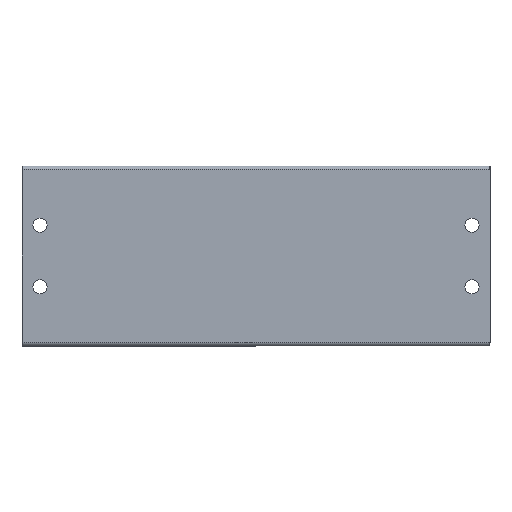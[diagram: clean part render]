
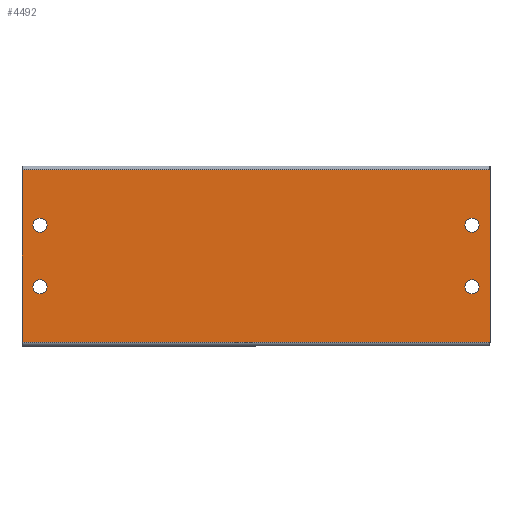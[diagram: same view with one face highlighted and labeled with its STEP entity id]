
A CAD part, front view. The second image highlights one B-rep face of the part: STEP entity #4492.
In plain terms, the highlighted face is planar.
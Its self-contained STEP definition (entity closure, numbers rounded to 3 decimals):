
#141=CARTESIAN_POINT('',(136.25,-17.,-10.0));
#142=VERTEX_POINT('',#141);
#151=CARTESIAN_POINT('',(141.75,-17.,-10.0));
#152=VERTEX_POINT('',#151);
#153=CARTESIAN_POINT('',(139.0,-17.,-10.0));
#154=DIRECTION('',(0.0,0.0,1.0));
#155=DIRECTION('',(-1.0,0.0,0.0));
#156=AXIS2_PLACEMENT_3D('',#153,#154,#155);
#157=CIRCLE('',#156,2.75);
#158=EDGE_CURVE('',#152,#142,#157,.T.);
#183=CARTESIAN_POINT('',(-31.75,-17.0,-10.0));
#184=VERTEX_POINT('',#183);
#193=CARTESIAN_POINT('',(-26.25,-17.0,-10.0));
#194=VERTEX_POINT('',#193);
#195=CARTESIAN_POINT('',(-29.,-17.0,-10.0));
#196=DIRECTION('',(0.0,0.0,1.0));
#197=DIRECTION('',(-1.0,0.0,0.0));
#198=AXIS2_PLACEMENT_3D('',#195,#196,#197);
#199=CIRCLE('',#198,2.75);
#200=EDGE_CURVE('',#194,#184,#199,.T.);
#225=CARTESIAN_POINT('',(-31.75,7.,-10.0));
#226=VERTEX_POINT('',#225);
#235=CARTESIAN_POINT('',(-26.25,7.,-10.0));
#236=VERTEX_POINT('',#235);
#237=CARTESIAN_POINT('',(-29.,7.,-10.0));
#238=DIRECTION('',(0.0,0.0,1.0));
#239=DIRECTION('',(-1.0,0.0,0.0));
#240=AXIS2_PLACEMENT_3D('',#237,#238,#239);
#241=CIRCLE('',#240,2.75);
#242=EDGE_CURVE('',#236,#226,#241,.T.);
#267=CARTESIAN_POINT('',(136.25,7.,-10.0));
#268=VERTEX_POINT('',#267);
#277=CARTESIAN_POINT('',(141.75,7.,-10.0));
#278=VERTEX_POINT('',#277);
#279=CARTESIAN_POINT('',(139.0,7.,-10.0));
#280=DIRECTION('',(0.0,0.0,1.0));
#281=DIRECTION('',(-1.0,0.0,0.0));
#282=AXIS2_PLACEMENT_3D('',#279,#280,#281);
#283=CIRCLE('',#282,2.75);
#284=EDGE_CURVE('',#278,#268,#283,.T.);
#4245=CARTESIAN_POINT('',(-36.0,-38.5,-10.0));
#4246=VERTEX_POINT('',#4245);
#4254=CARTESIAN_POINT('',(146.0,-38.5,-10.0));
#4255=VERTEX_POINT('',#4254);
#4256=CARTESIAN_POINT('',(-36.0,-38.5,-10.0));
#4257=DIRECTION('',(1.0,0.0,0.0));
#4258=VECTOR('',#4257,182.0);
#4259=LINE('',#4256,#4258);
#4260=EDGE_CURVE('',#4246,#4255,#4259,.T.);
#4371=CARTESIAN_POINT('',(146.0,28.5,-10.0));
#4372=VERTEX_POINT('',#4371);
#4380=CARTESIAN_POINT('',(-36.0,28.5,-10.0));
#4381=VERTEX_POINT('',#4380);
#4382=CARTESIAN_POINT('',(146.0,28.5,-10.0));
#4383=DIRECTION('',(-1.0,0.0,0.0));
#4384=VECTOR('',#4383,182.0);
#4385=LINE('',#4382,#4384);
#4386=EDGE_CURVE('',#4372,#4381,#4385,.T.);
#4431=CARTESIAN_POINT('',(55.,-5.,-10.0));
#4432=DIRECTION('',(0.0,0.0,1.0));
#4433=DIRECTION('',(1.0,0.0,0.0));
#4434=AXIS2_PLACEMENT_3D('',#4431,#4432,#4433);
#4435=PLANE('',#4434);
#4436=ORIENTED_EDGE('',*,*,#4386,.F.);
#4437=CARTESIAN_POINT('',(146.0,-38.5,-10.0));
#4438=DIRECTION('',(0.0,1.0,0.0));
#4439=VECTOR('',#4438,67.0);
#4440=LINE('',#4437,#4439);
#4441=EDGE_CURVE('',#4255,#4372,#4440,.T.);
#4442=ORIENTED_EDGE('',*,*,#4441,.F.);
#4443=ORIENTED_EDGE('',*,*,#4260,.F.);
#4444=CARTESIAN_POINT('',(-36.0,28.5,-10.0));
#4445=DIRECTION('',(0.0,-1.0,0.0));
#4446=VECTOR('',#4445,67.0);
#4447=LINE('',#4444,#4446);
#4448=EDGE_CURVE('',#4381,#4246,#4447,.T.);
#4449=ORIENTED_EDGE('',*,*,#4448,.F.);
#4450=EDGE_LOOP('',(#4436,#4442,#4443,#4449));
#4451=FACE_OUTER_BOUND('',#4450,.T.);
#4452=ORIENTED_EDGE('',*,*,#158,.T.);
#4453=CARTESIAN_POINT('',(139.0,-17.,-10.0));
#4454=DIRECTION('',(0.0,0.0,1.0));
#4455=DIRECTION('',(-1.0,0.0,0.0));
#4456=AXIS2_PLACEMENT_3D('',#4453,#4454,#4455);
#4457=CIRCLE('',#4456,2.75);
#4458=EDGE_CURVE('',#142,#152,#4457,.T.);
#4459=ORIENTED_EDGE('',*,*,#4458,.T.);
#4460=EDGE_LOOP('',(#4452,#4459));
#4461=FACE_BOUND('',#4460,.T.);
#4462=ORIENTED_EDGE('',*,*,#200,.T.);
#4463=CARTESIAN_POINT('',(-29.,-17.0,-10.0));
#4464=DIRECTION('',(0.0,0.0,1.0));
#4465=DIRECTION('',(-1.0,0.0,0.0));
#4466=AXIS2_PLACEMENT_3D('',#4463,#4464,#4465);
#4467=CIRCLE('',#4466,2.75);
#4468=EDGE_CURVE('',#184,#194,#4467,.T.);
#4469=ORIENTED_EDGE('',*,*,#4468,.T.);
#4470=EDGE_LOOP('',(#4462,#4469));
#4471=FACE_BOUND('',#4470,.T.);
#4472=ORIENTED_EDGE('',*,*,#242,.T.);
#4473=CARTESIAN_POINT('',(-29.,7.,-10.0));
#4474=DIRECTION('',(0.0,0.0,1.0));
#4475=DIRECTION('',(-1.0,0.0,0.0));
#4476=AXIS2_PLACEMENT_3D('',#4473,#4474,#4475);
#4477=CIRCLE('',#4476,2.75);
#4478=EDGE_CURVE('',#226,#236,#4477,.T.);
#4479=ORIENTED_EDGE('',*,*,#4478,.T.);
#4480=EDGE_LOOP('',(#4472,#4479));
#4481=FACE_BOUND('',#4480,.T.);
#4482=ORIENTED_EDGE('',*,*,#284,.T.);
#4483=CARTESIAN_POINT('',(139.0,7.,-10.0));
#4484=DIRECTION('',(0.0,0.0,1.0));
#4485=DIRECTION('',(-1.0,0.0,0.0));
#4486=AXIS2_PLACEMENT_3D('',#4483,#4484,#4485);
#4487=CIRCLE('',#4486,2.75);
#4488=EDGE_CURVE('',#268,#278,#4487,.T.);
#4489=ORIENTED_EDGE('',*,*,#4488,.T.);
#4490=EDGE_LOOP('',(#4482,#4489));
#4491=FACE_BOUND('',#4490,.T.);
#4492=ADVANCED_FACE('',(#4451,#4461,#4471,#4481,#4491),#4435,.F.);
